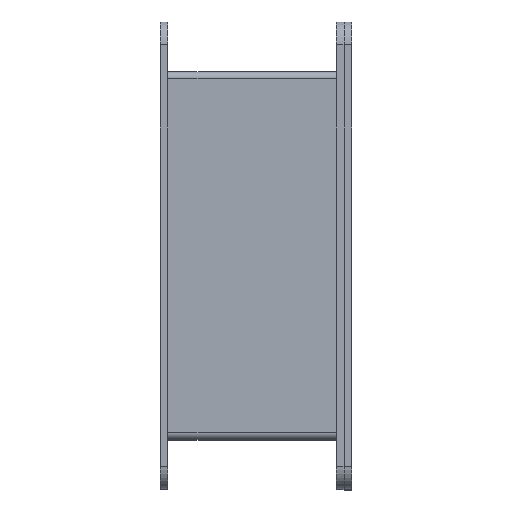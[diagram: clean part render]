
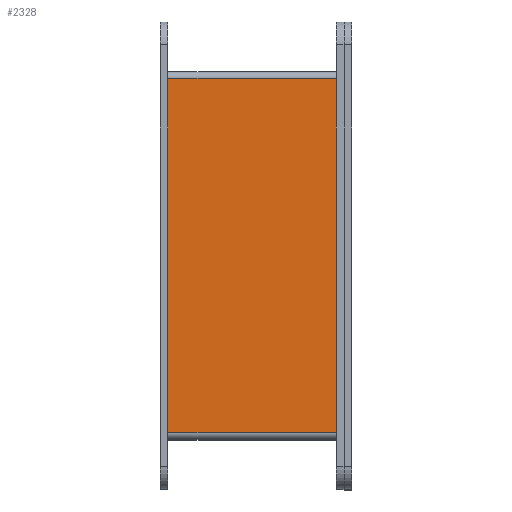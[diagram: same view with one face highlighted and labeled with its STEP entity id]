
A CAD part, top view. The second image highlights one B-rep face of the part: STEP entity #2328.
In plain terms, the highlighted planar face has unit normal (0, 0, 1).
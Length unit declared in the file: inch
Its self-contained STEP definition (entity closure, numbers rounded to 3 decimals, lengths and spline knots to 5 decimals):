
#13 = CARTESIAN_POINT ( 'NONE',  ( -1.375, 2.892, 3. ) ) ;
#124 = EDGE_CURVE ( 'NONE', #1748, #3339, #1844, .T. ) ;
#292 = CARTESIAN_POINT ( 'NONE',  ( -1.375, 3., 3. ) ) ;
#323 = DIRECTION ( 'NONE',  ( 0., 1., 0. ) ) ;
#358 = PLANE ( 'NONE',  #3198 ) ;
#486 = ORIENTED_EDGE ( 'NONE', *, *, #124, .F. ) ;
#544 = LINE ( 'NONE', #2603, #2691 ) ;
#739 = CARTESIAN_POINT ( 'NONE',  ( 1.375, -2.892, 3. ) ) ;
#751 = ORIENTED_EDGE ( 'NONE', *, *, #1441, .F. ) ;
#890 = VERTEX_POINT ( 'NONE', #739 ) ;
#933 = DIRECTION ( 'NONE',  ( 0., 1., 0. ) ) ;
#947 = VECTOR ( 'NONE', #323, 39.37008 ) ;
#1243 = DIRECTION ( 'NONE',  ( 0., 0., -1. ) ) ;
#1250 = DIRECTION ( 'NONE',  ( 1., 0., 0. ) ) ;
#1307 = FACE_OUTER_BOUND ( 'NONE', #1718, .T. ) ;
#1311 = CARTESIAN_POINT ( 'NONE',  ( -1.375, 2.892, 3. ) ) ;
#1441 = EDGE_CURVE ( 'NONE', #1479, #1748, #2959, .T. ) ;
#1476 = DIRECTION ( 'NONE',  ( 0., 1., 0. ) ) ;
#1479 = VERTEX_POINT ( 'NONE', #1866 ) ;
#1718 = EDGE_LOOP ( 'NONE', ( #486, #751, #2759, #1746 ) ) ;
#1746 = ORIENTED_EDGE ( 'NONE', *, *, #3061, .T. ) ;
#1748 = VERTEX_POINT ( 'NONE', #13 ) ;
#1844 = LINE ( 'NONE', #1311, #3561 ) ;
#1866 = CARTESIAN_POINT ( 'NONE',  ( -1.375, -2.892, 3. ) ) ;
#1919 = CARTESIAN_POINT ( 'NONE',  ( -1.375, -3., 3. ) ) ;
#2273 = CARTESIAN_POINT ( 'NONE',  ( 1.375, 2.892, 3. ) ) ;
#2328 = ADVANCED_FACE ( 'NONE', ( #1307 ), #358, .F. ) ;
#2368 = CARTESIAN_POINT ( 'NONE',  ( 1.375, 2.927, 3. ) ) ;
#2603 = CARTESIAN_POINT ( 'NONE',  ( -1.375, -2.892, 3. ) ) ;
#2691 = VECTOR ( 'NONE', #2897, 39.37008 ) ;
#2759 = ORIENTED_EDGE ( 'NONE', *, *, #2915, .F. ) ;
#2897 = DIRECTION ( 'NONE',  ( -1., 0., 0. ) ) ;
#2915 = EDGE_CURVE ( 'NONE', #890, #1479, #544, .T. ) ;
#2959 = LINE ( 'NONE', #292, #3014 ) ;
#3014 = VECTOR ( 'NONE', #1476, 39.37008 ) ;
#3061 = EDGE_CURVE ( 'NONE', #890, #3339, #3315, .T. ) ;
#3198 = AXIS2_PLACEMENT_3D ( 'NONE', #1919, #1243, #933 ) ;
#3315 = LINE ( 'NONE', #2368, #947 ) ;
#3339 = VERTEX_POINT ( 'NONE', #2273 ) ;
#3561 = VECTOR ( 'NONE', #1250, 39.37008 ) ;
